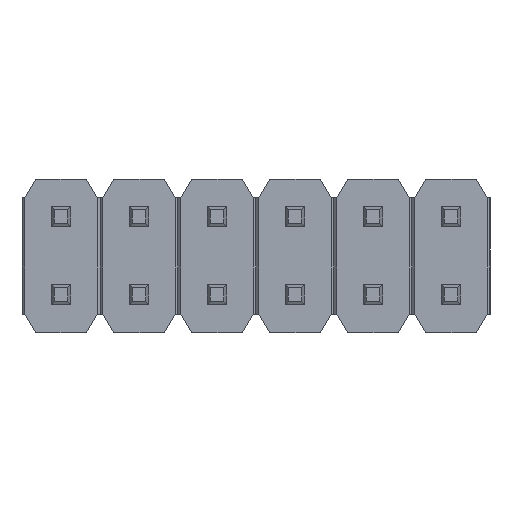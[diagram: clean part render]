
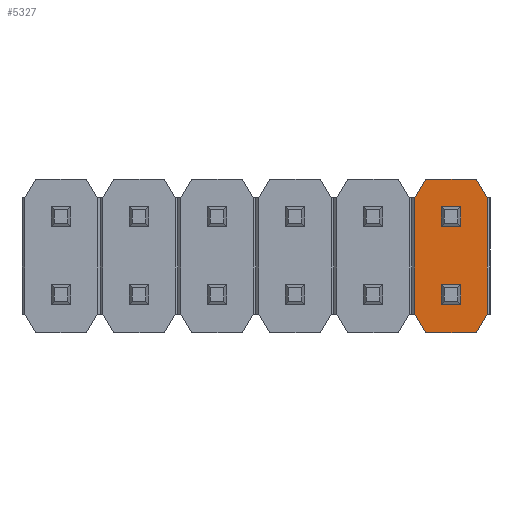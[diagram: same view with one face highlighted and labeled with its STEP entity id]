
A CAD part, top view. The second image highlights one B-rep face of the part: STEP entity #5327.
In plain terms, the highlighted planar face has unit normal (0, 0, 1).
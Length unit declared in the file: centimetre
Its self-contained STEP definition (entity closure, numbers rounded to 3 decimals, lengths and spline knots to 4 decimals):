
#15=FACE_BOUND('',#557,.T.);
#16=FACE_BOUND('',#558,.T.);
#245=FACE_OUTER_BOUND('',#556,.T.);
#556=EDGE_LOOP('',(#4168,#4169,#4170,#4171,#4172,#4173,#4174,#4175));
#557=EDGE_LOOP('',(#4176,#4177,#4178,#4179));
#558=EDGE_LOOP('',(#4180,#4181,#4182,#4183));
#685=LINE('',#7108,#1420);
#693=LINE('',#7125,#1428);
#699=LINE('',#7137,#1434);
#702=LINE('',#7142,#1437);
#925=LINE('',#7600,#1660);
#933=LINE('',#7617,#1668);
#939=LINE('',#7629,#1674);
#942=LINE('',#7634,#1677);
#1133=LINE('',#8025,#1868);
#1135=LINE('',#8030,#1870);
#1143=LINE('',#8047,#1878);
#1147=LINE('',#8053,#1882);
#1149=LINE('',#8058,#1884);
#1150=LINE('',#8060,#1885);
#1151=LINE('',#8062,#1886);
#1152=LINE('',#8063,#1887);
#1420=VECTOR('',#5749,0.0635);
#1428=VECTOR('',#5761,0.0635);
#1434=VECTOR('',#5771,0.0635);
#1437=VECTOR('',#5776,0.0635);
#1660=VECTOR('',#6205,0.0635);
#1668=VECTOR('',#6217,0.0635);
#1674=VECTOR('',#6227,0.0635);
#1677=VECTOR('',#6232,0.0635);
#1868=VECTOR('',#6597,0.38);
#1870=VECTOR('',#6601,0.0695);
#1878=VECTOR('',#6613,0.0695);
#1882=VECTOR('',#6619,0.165);
#1884=VECTOR('',#6625,0.0695);
#1885=VECTOR('',#6626,0.165);
#1886=VECTOR('',#6627,0.0695);
#1887=VECTOR('',#6628,0.38);
#2155=VERTEX_POINT('',#7106);
#2156=VERTEX_POINT('',#7107);
#2163=VERTEX_POINT('',#7124);
#2167=VERTEX_POINT('',#7136);
#2299=VERTEX_POINT('',#7598);
#2300=VERTEX_POINT('',#7599);
#2307=VERTEX_POINT('',#7616);
#2311=VERTEX_POINT('',#7628);
#2423=VERTEX_POINT('',#8017);
#2425=VERTEX_POINT('',#8023);
#2427=VERTEX_POINT('',#8029);
#2433=VERTEX_POINT('',#8044);
#2434=VERTEX_POINT('',#8046);
#2436=VERTEX_POINT('',#8057);
#2437=VERTEX_POINT('',#8059);
#2438=VERTEX_POINT('',#8061);
#2605=EDGE_CURVE('',#2155,#2156,#685,.T.);
#2613=EDGE_CURVE('',#2156,#2163,#693,.T.);
#2619=EDGE_CURVE('',#2167,#2155,#699,.T.);
#2622=EDGE_CURVE('',#2163,#2167,#702,.T.);
#2845=EDGE_CURVE('',#2299,#2300,#925,.T.);
#2853=EDGE_CURVE('',#2299,#2307,#933,.T.);
#2859=EDGE_CURVE('',#2311,#2300,#939,.T.);
#2862=EDGE_CURVE('',#2307,#2311,#942,.T.);
#3053=EDGE_CURVE('',#2423,#2425,#1133,.T.);
#3055=EDGE_CURVE('',#2427,#2423,#1135,.T.);
#3063=EDGE_CURVE('',#2434,#2433,#1143,.T.);
#3067=EDGE_CURVE('',#2433,#2427,#1147,.T.);
#3069=EDGE_CURVE('',#2425,#2436,#1149,.T.);
#3070=EDGE_CURVE('',#2436,#2437,#1150,.T.);
#3071=EDGE_CURVE('',#2437,#2438,#1151,.T.);
#3072=EDGE_CURVE('',#2438,#2434,#1152,.T.);
#4168=ORIENTED_EDGE('',*,*,#3053,.T.);
#4169=ORIENTED_EDGE('',*,*,#3069,.T.);
#4170=ORIENTED_EDGE('',*,*,#3070,.T.);
#4171=ORIENTED_EDGE('',*,*,#3071,.T.);
#4172=ORIENTED_EDGE('',*,*,#3072,.T.);
#4173=ORIENTED_EDGE('',*,*,#3063,.T.);
#4174=ORIENTED_EDGE('',*,*,#3067,.T.);
#4175=ORIENTED_EDGE('',*,*,#3055,.T.);
#4176=ORIENTED_EDGE('',*,*,#2862,.T.);
#4177=ORIENTED_EDGE('',*,*,#2859,.T.);
#4178=ORIENTED_EDGE('',*,*,#2845,.F.);
#4179=ORIENTED_EDGE('',*,*,#2853,.T.);
#4180=ORIENTED_EDGE('',*,*,#2622,.T.);
#4181=ORIENTED_EDGE('',*,*,#2619,.T.);
#4182=ORIENTED_EDGE('',*,*,#2605,.T.);
#4183=ORIENTED_EDGE('',*,*,#2613,.T.);
#5016=PLANE('',#5640);
#5327=ADVANCED_FACE('',(#245,#15,#16),#5016,.T.);
#5640=AXIS2_PLACEMENT_3D('',#8056,#6623,#6624);
#5749=DIRECTION('',(0.,-1.,0.));
#5761=DIRECTION('',(-1.,0.,0.));
#5771=DIRECTION('',(1.,0.,0.));
#5776=DIRECTION('',(0.,1.,0.));
#6205=DIRECTION('',(0.,1.,0.));
#6217=DIRECTION('',(-1.,0.,0.));
#6227=DIRECTION('',(1.,0.,0.));
#6232=DIRECTION('',(0.,1.,0.));
#6597=DIRECTION('',(0.,1.,0.));
#6601=DIRECTION('',(0.504,0.864,0.));
#6613=DIRECTION('',(0.504,-0.864,0.));
#6619=DIRECTION('',(1.,0.,0.));
#6623=DIRECTION('center_axis',(0.,0.,
1.));
#6624=DIRECTION('ref_axis',(1.,0.,0.));
#6625=DIRECTION('',(-0.504,0.864,0.));
#6626=DIRECTION('',(-1.,0.,0.));
#6627=DIRECTION('',(-0.504,-0.864,0.));
#6628=DIRECTION('',(0.,-1.,0.));
#7106=CARTESIAN_POINT('',(-0.0215,0.1949,0.9642));
#7107=CARTESIAN_POINT('',(-0.0215,0.1314,0.9642));
#7108=CARTESIAN_POINT('',(-0.0215,0.1949,0.9642));
#7124=CARTESIAN_POINT('',(-0.085,0.1314,0.9642));
#7125=CARTESIAN_POINT('',(-0.0215,0.1314,0.9642));
#7136=CARTESIAN_POINT('',(-0.085,0.1949,0.9642));
#7137=CARTESIAN_POINT('',(-0.085,0.1949,0.9642));
#7142=CARTESIAN_POINT('',(-0.085,0.1314,0.9642));
#7598=CARTESIAN_POINT('',(-0.0215,-0.1226,0.9642));
#7599=CARTESIAN_POINT('',(-0.0215,-0.0591,0.9642));
#7600=CARTESIAN_POINT('',(-0.0215,-0.1226,0.9642));
#7616=CARTESIAN_POINT('',(-0.085,-0.1226,0.9642));
#7617=CARTESIAN_POINT('',(-0.0215,-0.1226,0.9642));
#7628=CARTESIAN_POINT('',(-0.085,-0.0591,0.9642));
#7629=CARTESIAN_POINT('',(-0.085,-0.0591,0.9642));
#7634=CARTESIAN_POINT('',(-0.085,-0.1226,0.9642));
#8017=CARTESIAN_POINT('',(0.0643,-0.1539,0.9642));
#8023=CARTESIAN_POINT('',(0.0643,0.2261,0.9642));
#8025=CARTESIAN_POINT('',(0.0643,-0.1539,0.9642));
#8029=CARTESIAN_POINT('',(0.0293,-0.2139,0.9642));
#8030=CARTESIAN_POINT('',(0.0293,-0.2139,0.9642));
#8044=CARTESIAN_POINT('',(-0.1357,-0.2139,0.9642));
#8046=CARTESIAN_POINT('',(-0.1707,-0.1539,0.9642));
#8047=CARTESIAN_POINT('',(-0.1707,-0.1539,0.9642));
#8053=CARTESIAN_POINT('',(-0.1357,-0.2139,0.9642));
#8056=CARTESIAN_POINT('Origin',(-0.0532,0.1611,0.9642));
#8057=CARTESIAN_POINT('',(0.0293,0.2861,0.9642));
#8058=CARTESIAN_POINT('',(0.0643,0.2261,0.9642));
#8059=CARTESIAN_POINT('',(-0.1357,0.2861,0.9642));
#8060=CARTESIAN_POINT('',(0.0293,0.2861,0.9642));
#8061=CARTESIAN_POINT('',(-0.1707,0.2261,0.9642));
#8062=CARTESIAN_POINT('',(-0.1357,0.2861,0.9642));
#8063=CARTESIAN_POINT('',(-0.1707,0.2261,0.9642));
